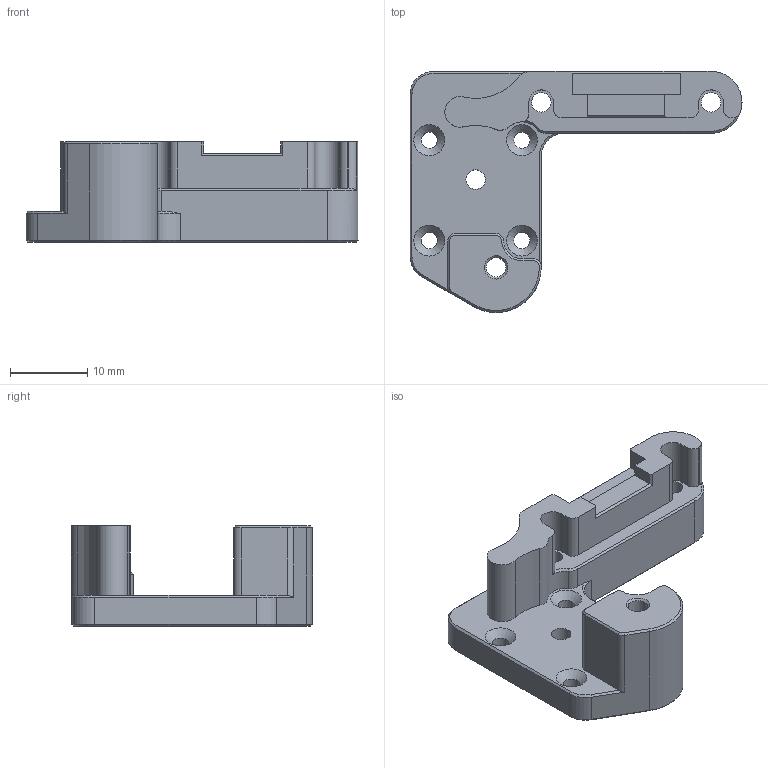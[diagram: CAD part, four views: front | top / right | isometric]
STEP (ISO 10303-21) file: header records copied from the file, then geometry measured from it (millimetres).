
FILE_DESCRIPTION(/* description */ (''),/* implementation_level */ '2;1');
FILE_NAME(/* name */ 'My Left Lower.step',/* time_stamp */ '2024-10-29T08:08:50+01:00',/* author */ (''),/* organization */ (''),/* preprocessor_version */ 'ST-DEVELOPER v20',/* originating_system */ 'Autodesk Translation Framework v13.20.0.188',/* authorisation */ '');
FILE_SCHEMA (('AUTOMOTIVE_DESIGN { 1 0 10303 214 3 1 1 }'));
Length unit declared in the file: millimetre
Products named in the file (1): My Left Lower
Bounding box: 43 x 31.23 x 13 mm (x, y, z)
Volume: 5144.8 mm3; surface area: 3319.4 mm2
Topology: 1 solids, 1 shells, 110 faces, 283 edges, 175 vertices
Faces by surface type: plane 48, cylinder 32, cone 30
Full cylindrical faces by diameter (mm): 2.1 x4, 2.529 x4
Entity records: 3397 total; most frequent: DIRECTION 606, CARTESIAN_POINT 585, ORIENTED_EDGE 566, EDGE_CURVE 283, AXIS2_PLACEMENT_3D 215, LINE 176, VECTOR 176, VERTEX_POINT 175
